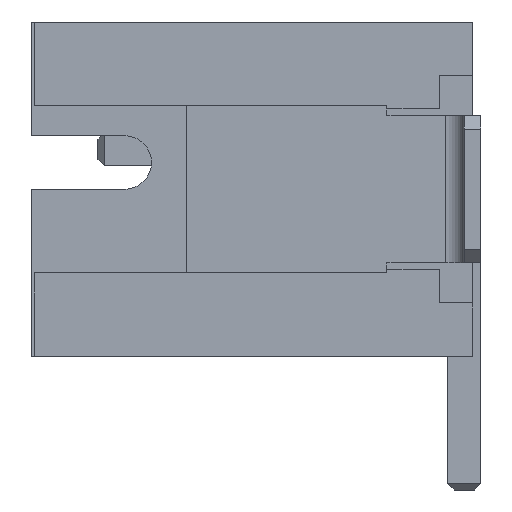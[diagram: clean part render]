
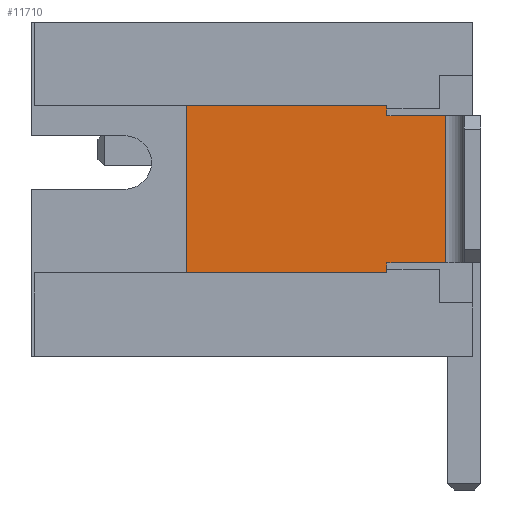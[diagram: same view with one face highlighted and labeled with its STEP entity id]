
A CAD part, left-side view. The second image highlights one B-rep face of the part: STEP entity #11710.
In plain terms, the highlighted planar face has unit normal (-1, 0, 0).
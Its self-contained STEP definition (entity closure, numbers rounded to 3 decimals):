
#290 = LINE ( 'NONE', #6730, #14242 ) ;
#370 = DIRECTION ( 'NONE',  ( 0., -1., 0. ) ) ;
#445 = DIRECTION ( 'NONE',  ( 0., 0., -1. ) ) ;
#545 = LINE ( 'NONE', #18266, #2294 ) ;
#583 = CARTESIAN_POINT ( 'NONE',  ( 0.275, 0.525, -1.1 ) ) ;
#1151 = VERTEX_POINT ( 'NONE', #9306 ) ;
#1356 = EDGE_CURVE ( 'NONE', #15036, #22953, #4543, .T. ) ;
#1570 = VECTOR ( 'NONE', #11499, 1000. ) ;
#1583 = CARTESIAN_POINT ( 'NONE',  ( 0.275, 1.405, 1.25 ) ) ;
#1676 = CARTESIAN_POINT ( 'NONE',  ( 0.275, 4.405, -1.25 ) ) ;
#2294 = VECTOR ( 'NONE', #26726, 1000. ) ;
#2638 = CARTESIAN_POINT ( 'NONE',  ( 0.275, 0.125, -2.5 ) ) ;
#3943 = CARTESIAN_POINT ( 'NONE',  ( 0.275, 1.405, -1.25 ) ) ;
#4034 = VECTOR ( 'NONE', #19296, 1000. ) ;
#4156 = LINE ( 'NONE', #1583, #4034 ) ;
#4543 = LINE ( 'NONE', #22235, #22737 ) ;
#5352 = VERTEX_POINT ( 'NONE', #18674 ) ;
#5720 = VECTOR ( 'NONE', #445, 1000. ) ;
#6041 = ORIENTED_EDGE ( 'NONE', *, *, #10999, .T. ) ;
#6586 = EDGE_CURVE ( 'NONE', #9454, #17297, #22548, .T. ) ;
#6678 = ORIENTED_EDGE ( 'NONE', *, *, #18565, .T. ) ;
#6730 = CARTESIAN_POINT ( 'NONE',  ( 0.275, 1.405, -1.1 ) ) ;
#6877 = AXIS2_PLACEMENT_3D ( 'NONE', #2638, #21779, #10838 ) ;
#9209 = VERTEX_POINT ( 'NONE', #27568 ) ;
#9306 = CARTESIAN_POINT ( 'NONE',  ( 0.275, 1.405, -1.2 ) ) ;
#9454 = VERTEX_POINT ( 'NONE', #15797 ) ;
#10268 = LINE ( 'NONE', #1676, #26616 ) ;
#10458 = VERTEX_POINT ( 'NONE', #23217 ) ;
#10838 = DIRECTION ( 'NONE',  ( 0., 0., -1. ) ) ;
#10866 = ORIENTED_EDGE ( 'NONE', *, *, #11613, .T. ) ;
#10999 = EDGE_CURVE ( 'NONE', #13819, #1151, #15339, .T. ) ;
#11278 = ORIENTED_EDGE ( 'NONE', *, *, #17100, .T. ) ;
#11317 = DIRECTION ( 'NONE',  ( 0., 0., 1. ) ) ;
#11499 = DIRECTION ( 'NONE',  ( 0., 0., 1. ) ) ;
#11613 = EDGE_CURVE ( 'NONE', #9209, #13819, #545, .T. ) ;
#11619 = VECTOR ( 'NONE', #11317, 1000. ) ;
#11710 = ADVANCED_FACE ( 'NONE', ( #13416 ), #17486, .F. ) ;
#12050 = ORIENTED_EDGE ( 'NONE', *, *, #25822, .F. ) ;
#13416 = FACE_OUTER_BOUND ( 'NONE', #22533, .T. ) ;
#13819 = VERTEX_POINT ( 'NONE', #17781 ) ;
#14242 = VECTOR ( 'NONE', #22005, 1000. ) ;
#14815 = VERTEX_POINT ( 'NONE', #26146 ) ;
#15036 = VERTEX_POINT ( 'NONE', #17637 ) ;
#15217 = VECTOR ( 'NONE', #19704, 1000. ) ;
#15339 = LINE ( 'NONE', #19419, #15217 ) ;
#15797 = CARTESIAN_POINT ( 'NONE',  ( 0.275, 1.405, 1.2 ) ) ;
#15840 = EDGE_CURVE ( 'NONE', #5352, #9209, #10268, .T. ) ;
#16106 = LINE ( 'NONE', #27197, #1570 ) ;
#17100 = EDGE_CURVE ( 'NONE', #1151, #14815, #25964, .T. ) ;
#17297 = VERTEX_POINT ( 'NONE', #18762 ) ;
#17486 = PLANE ( 'NONE',  #6877 ) ;
#17637 = CARTESIAN_POINT ( 'NONE',  ( 0.275, 1.405, 1.1 ) ) ;
#17781 = CARTESIAN_POINT ( 'NONE',  ( 0.275, 1.405, -1.25 ) ) ;
#18266 = CARTESIAN_POINT ( 'NONE',  ( 0.275, 1.405, -1.25 ) ) ;
#18565 = EDGE_CURVE ( 'NONE', #14815, #10458, #290, .T. ) ;
#18674 = CARTESIAN_POINT ( 'NONE',  ( 0.275, 4.405, 1.25 ) ) ;
#18761 = ORIENTED_EDGE ( 'NONE', *, *, #1356, .F. ) ;
#18762 = CARTESIAN_POINT ( 'NONE',  ( 0.275, 1.405, 1.25 ) ) ;
#19239 = DIRECTION ( 'NONE',  ( 0., 0., 1. ) ) ;
#19296 = DIRECTION ( 'NONE',  ( 0., 1., 0. ) ) ;
#19419 = CARTESIAN_POINT ( 'NONE',  ( 0.275, 1.405, -1.25 ) ) ;
#19704 = DIRECTION ( 'NONE',  ( 0., 0., 1. ) ) ;
#20239 = CARTESIAN_POINT ( 'NONE',  ( 0.275, 0.525, 1.1 ) ) ;
#21220 = DIRECTION ( 'NONE',  ( 0., 0., -1. ) ) ;
#21338 = EDGE_CURVE ( 'NONE', #15036, #9454, #16106, .T. ) ;
#21461 = VECTOR ( 'NONE', #19239, 1000. ) ;
#21779 = DIRECTION ( 'NONE',  ( 1., 0., 0. ) ) ;
#22005 = DIRECTION ( 'NONE',  ( 0., -1., 0. ) ) ;
#22235 = CARTESIAN_POINT ( 'NONE',  ( 0.275, 1.405, 1.1 ) ) ;
#22533 = EDGE_LOOP ( 'NONE', ( #10866, #6041, #11278, #6678, #12050, #18761, #26647, #26785, #28424, #26429 ) ) ;
#22548 = LINE ( 'NONE', #24569, #11619 ) ;
#22737 = VECTOR ( 'NONE', #370, 1000. ) ;
#22953 = VERTEX_POINT ( 'NONE', #20239 ) ;
#23217 = CARTESIAN_POINT ( 'NONE',  ( 0.275, 0.525, -1.1 ) ) ;
#24569 = CARTESIAN_POINT ( 'NONE',  ( 0.275, 1.405, -1.25 ) ) ;
#25822 = EDGE_CURVE ( 'NONE', #22953, #10458, #26635, .T. ) ;
#25964 = LINE ( 'NONE', #3943, #21461 ) ;
#26146 = CARTESIAN_POINT ( 'NONE',  ( 0.275, 1.405, -1.1 ) ) ;
#26429 = ORIENTED_EDGE ( 'NONE', *, *, #15840, .T. ) ;
#26616 = VECTOR ( 'NONE', #21220, 1000. ) ;
#26635 = LINE ( 'NONE', #583, #5720 ) ;
#26647 = ORIENTED_EDGE ( 'NONE', *, *, #21338, .T. ) ;
#26726 = DIRECTION ( 'NONE',  ( 0., -1., 0. ) ) ;
#26785 = ORIENTED_EDGE ( 'NONE', *, *, #6586, .T. ) ;
#27197 = CARTESIAN_POINT ( 'NONE',  ( 0.275, 1.405, -1.25 ) ) ;
#27543 = EDGE_CURVE ( 'NONE', #17297, #5352, #4156, .T. ) ;
#27568 = CARTESIAN_POINT ( 'NONE',  ( 0.275, 4.405, -1.25 ) ) ;
#28424 = ORIENTED_EDGE ( 'NONE', *, *, #27543, .T. ) ;
